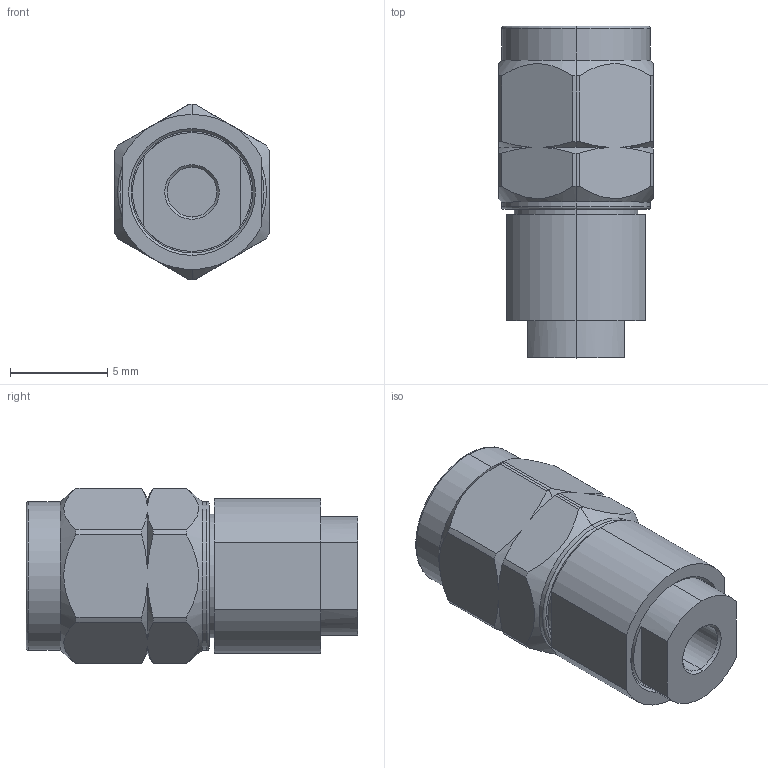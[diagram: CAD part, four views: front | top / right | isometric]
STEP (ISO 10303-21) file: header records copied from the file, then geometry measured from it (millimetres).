
FILE_DESCRIPTION (( 'STEP AP203' ), '1' );
FILE_NAME ('ST5041.step', '2018-05-10T16:07:53', ( '' ), ( '' ), 'SwSTEP 2.0', 'SolidWorks 2017', '' );
FILE_SCHEMA (( 'CONFIG_CONTROL_DESIGN' ));
Length unit declared in the file: inch
Products named in the file (1): ST5041
Bounding box: 7.94 x 17.02 x 8.99 mm (x, y, z)
Volume: 664 mm3; surface area: 862.3 mm2
Topology: 1 solids, 1 shells, 116 faces, 283 edges, 180 vertices
Faces by surface type: cylinder 50, cone 33, plane 26, torus 4, bspline 3
Entity records: 4647 total; most frequent: CARTESIAN_POINT 1901, ORIENTED_EDGE 566, DIRECTION 561, EDGE_CURVE 283, AXIS2_PLACEMENT_3D 232, VERTEX_POINT 180, EDGE_LOOP 127, CIRCLE 118
